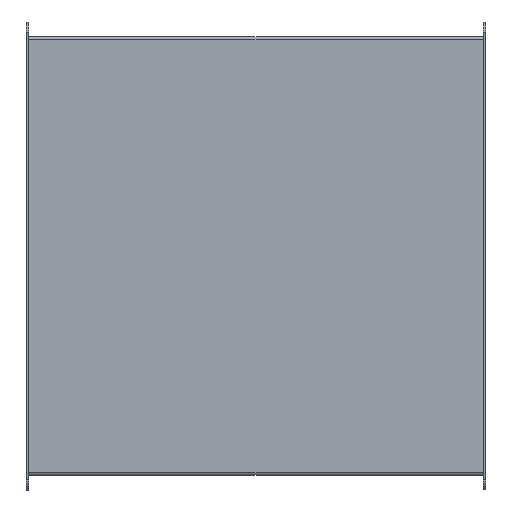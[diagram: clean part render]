
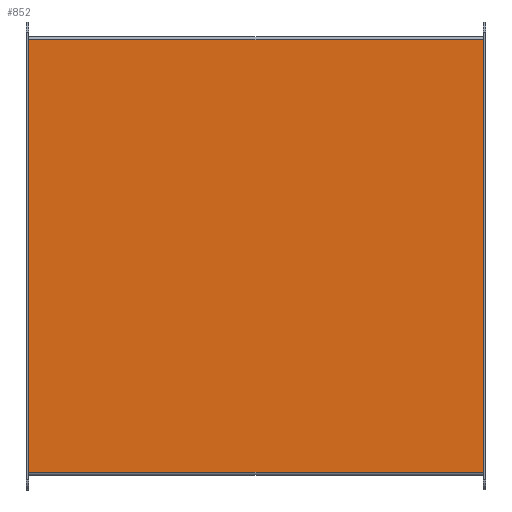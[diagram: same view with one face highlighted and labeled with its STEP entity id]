
A CAD part, front view. The second image highlights one B-rep face of the part: STEP entity #852.
In plain terms, the highlighted planar face has unit normal (0, -1, 0).
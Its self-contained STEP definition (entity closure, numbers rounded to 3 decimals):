
#838 = VERTEX_POINT ( 'NONE', #2200 ) ;
#839 = EDGE_CURVE ( 'NONE', #838, #846, #2189, .T. ) ;
#841 = ORIENTED_EDGE ( 'NONE', *, *, #845, .T. ) ;
#842 = VERTEX_POINT ( 'NONE', #2185 ) ;
#845 = EDGE_CURVE ( 'NONE', #847, #842, #2149, .T. ) ;
#846 = VERTEX_POINT ( 'NONE', #2145 ) ;
#847 = VERTEX_POINT ( 'NONE', #2144 ) ;
#848 = EDGE_CURVE ( 'NONE', #842, #838, #2143, .T. ) ;
#849 = ORIENTED_EDGE ( 'NONE', *, *, #839, .T. ) ;
#851 = EDGE_CURVE ( 'NONE', #846, #847, #2300, .T. ) ;
#852 = ADVANCED_FACE ( 'NONE', ( #2251 ), #2248, .T. ) ;
#853 = EDGE_LOOP ( 'NONE', ( #854, #841, #1056, #849 ) ) ;
#854 = ORIENTED_EDGE ( 'NONE', *, *, #851, .T. ) ;
#1056 = ORIENTED_EDGE ( 'NONE', *, *, #848, .T. ) ;
#2140 = DIRECTION ( 'NONE',  ( -1., 0., 0. ) ) ;
#2141 = VECTOR ( 'NONE', #2140, 1000. ) ;
#2142 = CARTESIAN_POINT ( 'NONE',  ( -265., -3., -0.737 ) ) ;
#2143 = LINE ( 'NONE', #2142, #2141 ) ;
#2144 = CARTESIAN_POINT ( 'NONE',  ( 262., -3., -499.263 ) ) ;
#2145 = CARTESIAN_POINT ( 'NONE',  ( -262., -3., -499.263 ) ) ;
#2146 = DIRECTION ( 'NONE',  ( 0., 0., 1. ) ) ;
#2147 = VECTOR ( 'NONE', #2146, 1000. ) ;
#2148 = CARTESIAN_POINT ( 'NONE',  ( 262., -3., 0. ) ) ;
#2149 = LINE ( 'NONE', #2148, #2147 ) ;
#2185 = CARTESIAN_POINT ( 'NONE',  ( 262., -3., -0.737 ) ) ;
#2186 = DIRECTION ( 'NONE',  ( 0., 0., -1. ) ) ;
#2187 = VECTOR ( 'NONE', #2186, 1000. ) ;
#2188 = CARTESIAN_POINT ( 'NONE',  ( -262., -3., 0. ) ) ;
#2189 = LINE ( 'NONE', #2188, #2187 ) ;
#2200 = CARTESIAN_POINT ( 'NONE',  ( -262., -3., -0.737 ) ) ;
#2248 = PLANE ( 'NONE',  #2275 ) ;
#2251 = FACE_OUTER_BOUND ( 'NONE', #853, .T. ) ;
#2273 = DIRECTION ( 'NONE',  ( 0., 0., -1. ) ) ;
#2274 = DIRECTION ( 'NONE',  ( 0., -1., 0. ) ) ;
#2275 = AXIS2_PLACEMENT_3D ( 'NONE', #2326, #2274, #2273 ) ;
#2300 = LINE ( 'NONE', #2305, #2323 ) ;
#2305 = CARTESIAN_POINT ( 'NONE',  ( -265., -3., -499.263 ) ) ;
#2323 = VECTOR ( 'NONE', #2327, 1000. ) ;
#2326 = CARTESIAN_POINT ( 'NONE',  ( -265., -3., 0. ) ) ;
#2327 = DIRECTION ( 'NONE',  ( 1., 0., 0. ) ) ;
